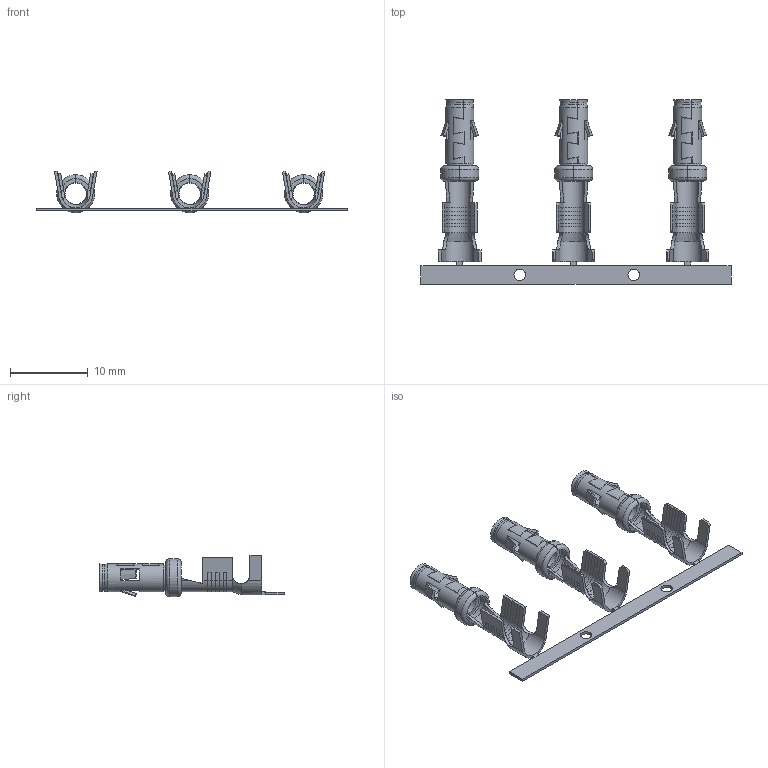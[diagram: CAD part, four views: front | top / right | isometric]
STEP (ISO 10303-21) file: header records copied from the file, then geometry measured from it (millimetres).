
FILE_DESCRIPTION(/* description */ (''),/* implementation_level */ '2;1');
FILE_NAME(/* name */ '11111.stp',/* time_stamp */ '2024-03-20T16:13:18+08:00',/* author */ (''),/* organization */ (''),/* preprocessor_version */ 'ST-DEVELOPER v18.1',/* originating_system */ 'SIEMENS PLM Software NX 1980',/* authorisation */ '');
FILE_SCHEMA (('AUTOMOTIVE_DESIGN { 1 0 10303 214 3 1 1 1 }'));
Length unit declared in the file: millimetre
Products named in the file (1): 11111
Bounding box: 40 x 23.78 x 5.35 mm (x, y, z)
Volume: 239.5 mm3; surface area: 1569.9 mm2
Topology: 1 solids, 1 shells, 539 faces, 1576 edges, 1039 vertices
Faces by surface type: plane 387, cylinder 83, cone 45, torus 18, bspline 6
Full cylindrical faces by diameter (mm): 1.5 x2
Entity records: 18978 total; most frequent: CARTESIAN_POINT 4608, ORIENTED_EDGE 3148, DIRECTION 2888, EDGE_CURVE 1574, VERTEX_POINT 1039, AXIS2_PLACEMENT_3D 973, LINE 942, VECTOR 942
